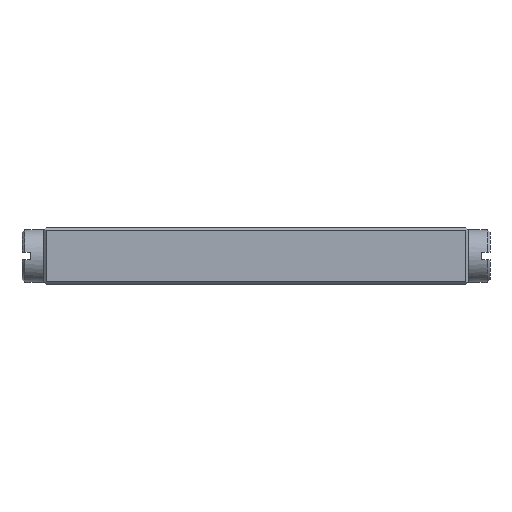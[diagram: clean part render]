
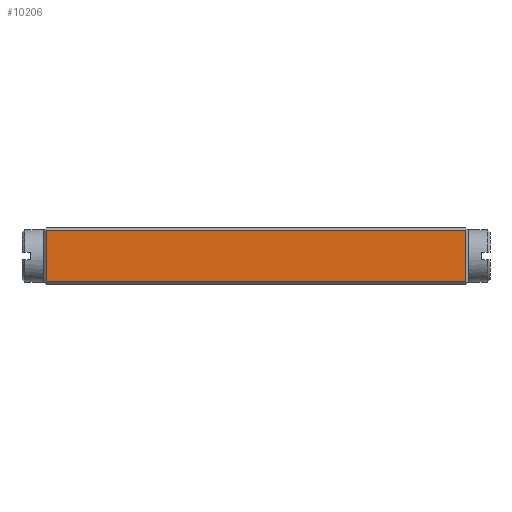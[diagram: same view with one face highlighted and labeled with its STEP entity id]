
A CAD part, front view. The second image highlights one B-rep face of the part: STEP entity #10206.
In plain terms, the highlighted planar face has unit normal (0, -1, 0).
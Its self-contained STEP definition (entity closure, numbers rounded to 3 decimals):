
#10206=ADVANCED_FACE('',(#12918),#11808,.T.);
#11808=PLANE('',#37858);
#12918=FACE_OUTER_BOUND('',#14402,.T.);
#14402=EDGE_LOOP('',(#17155,#17156,#17157,#17158));
#17155=ORIENTED_EDGE('',*,*,#27899,.T.);
#17156=ORIENTED_EDGE('',*,*,#27900,.T.);
#17157=ORIENTED_EDGE('',*,*,#27901,.T.);
#17158=ORIENTED_EDGE('',*,*,#27902,.T.);
#25027=VERTEX_POINT('',#46567);
#25028=VERTEX_POINT('',#46568);
#25029=VERTEX_POINT('',#46570);
#25030=VERTEX_POINT('',#46572);
#27899=EDGE_CURVE('',#25027,#25028,#31888,.T.);
#27900=EDGE_CURVE('',#25028,#25029,#31889,.T.);
#27901=EDGE_CURVE('',#25029,#25030,#31890,.T.);
#27902=EDGE_CURVE('',#25030,#25027,#31891,.T.);
#31888=LINE('',#46566,#35012);
#31889=LINE('',#46569,#35013);
#31890=LINE('',#46571,#35014);
#31891=LINE('',#46573,#35015);
#35012=VECTOR('',#39851,1.);
#35013=VECTOR('',#39852,1.);
#35014=VECTOR('',#39853,1.);
#35015=VECTOR('',#39854,1.);
#37858=AXIS2_PLACEMENT_3D('',#46574,#39855,#39856);
#39851=DIRECTION('',(1.,0.,0.));
#39852=DIRECTION('',(0.,0.,1.));
#39853=DIRECTION('',(-1.,0.,0.));
#39854=DIRECTION('',(0.,0.,-1.));
#39855=DIRECTION('',(0.,-1.,0.));
#39856=DIRECTION('',(0.,0.,1.));
#46566=CARTESIAN_POINT('',(15.,-3.95,0.15));
#46567=CARTESIAN_POINT('',(0.2,-3.95,0.15));
#46568=CARTESIAN_POINT('',(29.8,-3.95,0.15));
#46569=CARTESIAN_POINT('',(29.8,-3.95,-0.05));
#46570=CARTESIAN_POINT('',(29.8,-3.95,3.75));
#46571=CARTESIAN_POINT('',(15.,-3.95,3.75));
#46572=CARTESIAN_POINT('',(0.2,-3.95,3.75));
#46573=CARTESIAN_POINT('',(0.2,-3.95,-0.05));
#46574=CARTESIAN_POINT('',(15.,-3.95,-0.05));
